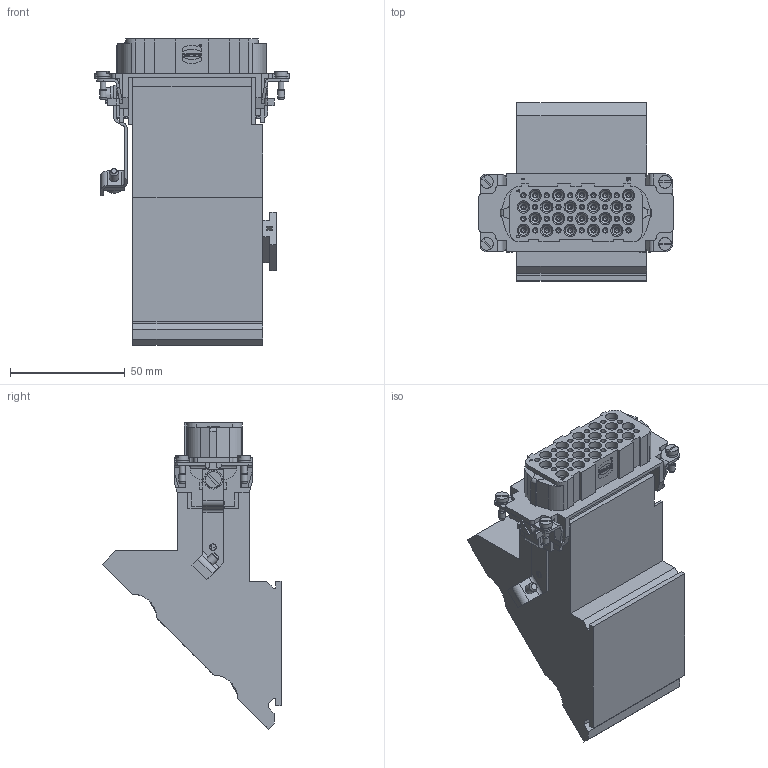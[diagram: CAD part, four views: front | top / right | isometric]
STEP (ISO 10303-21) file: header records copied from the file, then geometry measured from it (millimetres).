
FILE_DESCRIPTION(/* description */ (''),/* implementation_level */ '2;1');
FILE_NAME(/* name */ '100209477ugm000_c.stp',/* time_stamp */ '2019-08-20T07:54:26+02:00',/* author */ (''),/* organization */ (''),/* preprocessor_version */ 'ST-DEVELOPER v16.7',/* originating_system */ 'SIEMENS PLM Software NX 12.0',/* authorisation */ '');
FILE_SCHEMA (('AUTOMOTIVE_DESIGN { 1 0 10303 214 3 1 1 1 }'));
Products named in the file (1): 100209477ugm000_c
Bounding box: 84.5 x 77.54 x 133.2 mm (x, y, z)
Volume: 262635.5 mm3; surface area: 50767.5 mm2
Topology: 1 solids, 1 shells, 2144 faces, 6096 edges, 4434 vertices
Faces by surface type: plane 1393, extrusion 284, cylinder 258, cone 149, bspline 60
Full cylindrical faces by diameter (mm): 0.911 x1, 1.077 x1, 1.68 x40, 2.3 x41, 2.45 x1, 2.5 x4, 2.925 x2, 3 x6, 3.6 x40, 4 x1, 4.2 x1, 5 x4, 5.4 x20, 5.5 x4, 7 x2, 8.2 x1
Entity records: 76108 total; most frequent: CARTESIAN_POINT 17044, ORIENTED_EDGE 10664, DIRECTION 9516, EDGE_CURVE 5332, VECTOR 4074, LINE 3790, VERTEX_POINT 3680, AXIS2_PLACEMENT_3D 2721
